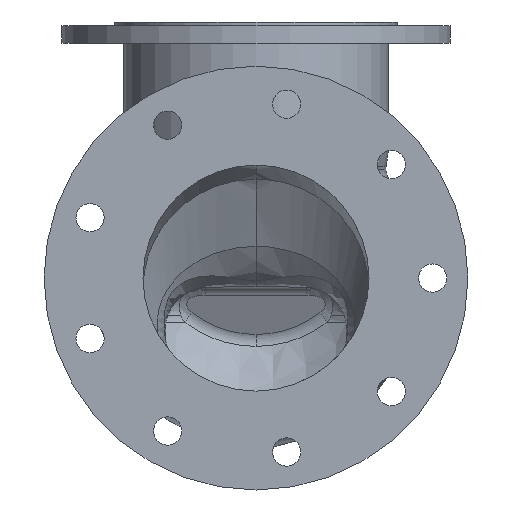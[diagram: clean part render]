
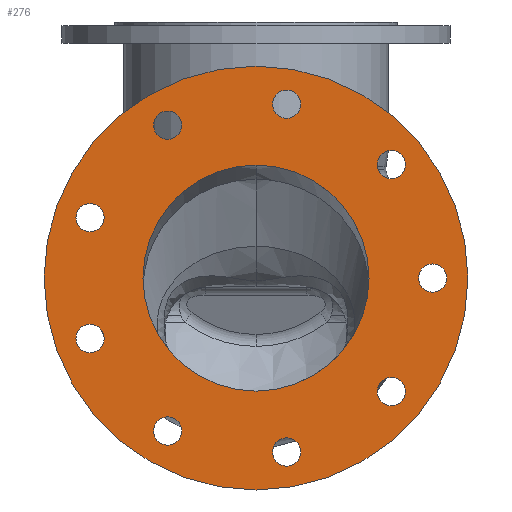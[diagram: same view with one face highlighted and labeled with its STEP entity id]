
A CAD part, front view. The second image highlights one B-rep face of the part: STEP entity #276.
In plain terms, the highlighted planar face has unit normal (0, -1, 0).
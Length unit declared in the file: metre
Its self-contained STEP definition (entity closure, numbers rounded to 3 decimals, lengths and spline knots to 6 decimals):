
#276=ADVANCED_FACE('0:355',(#720,#721,#722,#723,#724,#725,#726,#727,#728,#729,#730),#731,.F.);
#720=FACE_OUTER_BOUND('',#10096,.T.);
#721=FACE_BOUND('',#10097,.T.);
#722=FACE_BOUND('',#10098,.T.);
#723=FACE_BOUND('',#10099,.T.);
#724=FACE_BOUND('',#10100,.T.);
#725=FACE_BOUND('',#10101,.T.);
#726=FACE_BOUND('',#10102,.T.);
#727=FACE_BOUND('',#10103,.T.);
#728=FACE_BOUND('',#10104,.T.);
#729=FACE_BOUND('',#10105,.T.);
#730=FACE_BOUND('',#10106,.T.);
#731=PLANE('',#10107);
#10096=EDGE_LOOP('',(#22208,#22209));
#10097=EDGE_LOOP('',(#22210,#22211));
#10098=EDGE_LOOP('',(#22212,#22213));
#10099=EDGE_LOOP('',(#22214,#22215));
#10100=EDGE_LOOP('',(#22216,#22217));
#10101=EDGE_LOOP('',(#22218,#22219));
#10102=EDGE_LOOP('',(#22220,#22221));
#10103=EDGE_LOOP('',(#22222,#22223));
#10104=EDGE_LOOP('',(#22224,#22225));
#10105=EDGE_LOOP('',(#22226,#22227));
#10106=EDGE_LOOP('',(#22228,#22229));
#10107=AXIS2_PLACEMENT_3D('',#22230,#22231,#22232);
#22208=ORIENTED_EDGE('',*,*,#23075,.T.);
#22209=ORIENTED_EDGE('',*,*,#22760,.T.);
#22210=ORIENTED_EDGE('',*,*,#22924,.T.);
#22211=ORIENTED_EDGE('',*,*,#22832,.T.);
#22212=ORIENTED_EDGE('',*,*,#22922,.T.);
#22213=ORIENTED_EDGE('',*,*,#22836,.T.);
#22214=ORIENTED_EDGE('',*,*,#22920,.T.);
#22215=ORIENTED_EDGE('',*,*,#22840,.T.);
#22216=ORIENTED_EDGE('',*,*,#22918,.T.);
#22217=ORIENTED_EDGE('',*,*,#22844,.T.);
#22218=ORIENTED_EDGE('',*,*,#22916,.T.);
#22219=ORIENTED_EDGE('',*,*,#22848,.T.);
#22220=ORIENTED_EDGE('',*,*,#22914,.T.);
#22221=ORIENTED_EDGE('',*,*,#22852,.T.);
#22222=ORIENTED_EDGE('',*,*,#22912,.T.);
#22223=ORIENTED_EDGE('',*,*,#22856,.T.);
#22224=ORIENTED_EDGE('',*,*,#22910,.T.);
#22225=ORIENTED_EDGE('',*,*,#22860,.T.);
#22226=ORIENTED_EDGE('',*,*,#23105,.T.);
#22227=ORIENTED_EDGE('',*,*,#22697,.T.);
#22228=ORIENTED_EDGE('',*,*,#23106,.F.);
#22229=ORIENTED_EDGE('',*,*,#22722,.F.);
#22230=CARTESIAN_POINT('',(0.0,-0.11,0.032));
#22231=DIRECTION('',(0.0,1.0,0.0));
#22232=DIRECTION('',(1.0,0.0,-0.0));
#22697=EDGE_CURVE('0:1303',#23373,#23370,#23374,.T.);
#22722=EDGE_CURVE('0:1306',#23420,#23416,#23422,.T.);
#22760=EDGE_CURVE('0:1210',#23486,#23483,#23487,.T.);
#22832=EDGE_CURVE('0:601',#23621,#23618,#23622,.T.);
#22836=EDGE_CURVE('0:595',#23629,#23626,#23630,.T.);
#22840=EDGE_CURVE('0:589',#23637,#23634,#23638,.T.);
#22844=EDGE_CURVE('0:583',#23645,#23642,#23646,.T.);
#22848=EDGE_CURVE('0:577',#23653,#23650,#23654,.T.);
#22852=EDGE_CURVE('0:571',#23661,#23658,#23662,.T.);
#22856=EDGE_CURVE('0:565',#23669,#23666,#23670,.T.);
#22860=EDGE_CURVE('0:559',#23677,#23674,#23678,.T.);
#22910=EDGE_CURVE('0:559',#23674,#23677,#23746,.T.);
#22912=EDGE_CURVE('0:565',#23666,#23669,#23748,.T.);
#22914=EDGE_CURVE('0:571',#23658,#23661,#23750,.T.);
#22916=EDGE_CURVE('0:577',#23650,#23653,#23752,.T.);
#22918=EDGE_CURVE('0:583',#23642,#23645,#23754,.T.);
#22920=EDGE_CURVE('0:589',#23634,#23637,#23756,.T.);
#22922=EDGE_CURVE('0:595',#23626,#23629,#23758,.T.);
#22924=EDGE_CURVE('0:601',#23618,#23621,#23760,.T.);
#23075=EDGE_CURVE('0:1210',#23483,#23486,#23974,.T.);
#23105=EDGE_CURVE('0:1303',#23370,#23373,#24011,.T.);
#23106=EDGE_CURVE('0:1306',#23416,#23420,#24012,.T.);
#23370=VERTEX_POINT('',#25345);
#23373=VERTEX_POINT('',#25349);
#23374=CIRCLE('',#25350,0.004);
#23416=VERTEX_POINT('',#25604);
#23420=VERTEX_POINT('',#25642);
#23422=CIRCLE('',#25645,0.032);
#23483=VERTEX_POINT('',#25973);
#23486=VERTEX_POINT('',#25977);
#23487=CIRCLE('',#25978,0.06);
#23618=VERTEX_POINT('',#26430);
#23621=VERTEX_POINT('',#26434);
#23622=CIRCLE('',#26435,0.004);
#23626=VERTEX_POINT('',#26440);
#23629=VERTEX_POINT('',#26444);
#23630=CIRCLE('',#26445,0.004);
#23634=VERTEX_POINT('',#26450);
#23637=VERTEX_POINT('',#26454);
#23638=CIRCLE('',#26455,0.004);
#23642=VERTEX_POINT('',#26460);
#23645=VERTEX_POINT('',#26464);
#23646=CIRCLE('',#26465,0.004);
#23650=VERTEX_POINT('',#26470);
#23653=VERTEX_POINT('',#26474);
#23654=CIRCLE('',#26475,0.004);
#23658=VERTEX_POINT('',#26480);
#23661=VERTEX_POINT('',#26484);
#23662=CIRCLE('',#26485,0.004);
#23666=VERTEX_POINT('',#26490);
#23669=VERTEX_POINT('',#26494);
#23670=CIRCLE('',#26495,0.004);
#23674=VERTEX_POINT('',#26500);
#23677=VERTEX_POINT('',#26504);
#23678=CIRCLE('',#26505,0.004);
#23746=CIRCLE('',#27224,0.004);
#23748=CIRCLE('',#27226,0.004);
#23750=CIRCLE('',#27228,0.004);
#23752=CIRCLE('',#27230,0.004);
#23754=CIRCLE('',#27232,0.004);
#23756=CIRCLE('',#27234,0.004);
#23758=CIRCLE('',#27236,0.004);
#23760=CIRCLE('',#27238,0.004);
#23974=CIRCLE('',#30488,0.06);
#24011=CIRCLE('',#31257,0.004);
#24012=CIRCLE('',#31258,0.032);
#25345=CARTESIAN_POINT('',(0.05,-0.11,0.004));
#25349=CARTESIAN_POINT('',(0.05,-0.11,-0.004));
#25350=AXIS2_PLACEMENT_3D('',#32891,#32892,#32893);
#25604=CARTESIAN_POINT('',(0.0,-0.11,-0.032));
#25642=CARTESIAN_POINT('',(0.,-0.11,0.032));
#25645=AXIS2_PLACEMENT_3D('',#32932,#32933,#32934);
#25973=CARTESIAN_POINT('',(0.0,-0.11,-0.06));
#25977=CARTESIAN_POINT('',(0.,-0.11,0.06));
#25978=AXIS2_PLACEMENT_3D('',#33004,#33005,#33006);
#26430=CARTESIAN_POINT('',(0.035731,-0.11,0.035204));
#26434=CARTESIAN_POINT('',(0.040873,-0.11,0.029075));
#26435=AXIS2_PLACEMENT_3D('',#33144,#33145,#33146);
#26440=CARTESIAN_POINT('',(0.004743,-0.11,0.049935));
#26444=CARTESIAN_POINT('',(0.012622,-0.11,0.048546));
#26445=AXIS2_PLACEMENT_3D('',#33152,#33153,#33154);
#26450=CARTESIAN_POINT('',(-0.028464,-0.11,0.041301));
#26454=CARTESIAN_POINT('',(-0.021536,-0.11,0.045301));
#26455=AXIS2_PLACEMENT_3D('',#33160,#33161,#33162);
#26460=CARTESIAN_POINT('',(-0.048353,-0.11,0.013342));
#26464=CARTESIAN_POINT('',(-0.045617,-0.11,0.02086));
#26465=AXIS2_PLACEMENT_3D('',#33168,#33169,#33170);
#26470=CARTESIAN_POINT('',(-0.045617,-0.11,-0.02086));
#26474=CARTESIAN_POINT('',(-0.048353,-0.11,-0.013342));
#26475=AXIS2_PLACEMENT_3D('',#33176,#33177,#33178);
#26480=CARTESIAN_POINT('',(-0.021536,-0.11,-0.045301));
#26484=CARTESIAN_POINT('',(-0.028464,-0.11,-0.041301));
#26485=AXIS2_PLACEMENT_3D('',#33184,#33185,#33186);
#26490=CARTESIAN_POINT('',(0.012622,-0.11,-0.048546));
#26494=CARTESIAN_POINT('',(0.004743,-0.11,-0.049935));
#26495=AXIS2_PLACEMENT_3D('',#33192,#33193,#33194);
#26500=CARTESIAN_POINT('',(0.040873,-0.11,-0.029075));
#26504=CARTESIAN_POINT('',(0.035731,-0.11,-0.035204));
#26505=AXIS2_PLACEMENT_3D('',#33200,#33201,#33202);
#27224=AXIS2_PLACEMENT_3D('',#33300,#33301,#33302);
#27226=AXIS2_PLACEMENT_3D('',#33306,#33307,#33308);
#27228=AXIS2_PLACEMENT_3D('',#33312,#33313,#33314);
#27230=AXIS2_PLACEMENT_3D('',#33318,#33319,#33320);
#27232=AXIS2_PLACEMENT_3D('',#33324,#33325,#33326);
#27234=AXIS2_PLACEMENT_3D('',#33330,#33331,#33332);
#27236=AXIS2_PLACEMENT_3D('',#33336,#33337,#33338);
#27238=AXIS2_PLACEMENT_3D('',#33342,#33343,#33344);
#30488=AXIS2_PLACEMENT_3D('',#33528,#33529,#33530);
#31257=AXIS2_PLACEMENT_3D('',#33552,#33553,#33554);
#31258=AXIS2_PLACEMENT_3D('',#33555,#33556,#33557);
#32891=CARTESIAN_POINT('',(0.05,-0.11,0.));
#32892=DIRECTION('',(0.0,1.0,0.0));
#32893=DIRECTION('',(0.0,0.0,1.0));
#32932=CARTESIAN_POINT('',(0.0,-0.11,0.0));
#32933=DIRECTION('',(0.0,-1.0,0.0));
#32934=DIRECTION('',(0.0,0.0,-1.0));
#33004=CARTESIAN_POINT('',(0.0,-0.11,0.0));
#33005=DIRECTION('',(0.0,-1.0,0.0));
#33006=DIRECTION('',(0.0,0.0,-1.0));
#33144=CARTESIAN_POINT('',(0.038302,-0.11,0.032139));
#33145=DIRECTION('',(0.0,1.0,0.0));
#33146=DIRECTION('',(-0.643,0.0,0.766));
#33152=CARTESIAN_POINT('',(0.008682,-0.11,0.04924));
#33153=DIRECTION('',(0.0,1.0,0.0));
#33154=DIRECTION('',(-0.985,0.0,0.174));
#33160=CARTESIAN_POINT('',(-0.025,-0.11,0.043301));
#33161=DIRECTION('',(0.0,1.0,0.0));
#33162=DIRECTION('',(-0.866,0.0,-0.5));
#33168=CARTESIAN_POINT('',(-0.046985,-0.11,0.017101));
#33169=DIRECTION('',(0.0,1.0,0.0));
#33170=DIRECTION('',(-0.342,0.0,-0.94));
#33176=CARTESIAN_POINT('',(-0.046985,-0.11,-0.017101));
#33177=DIRECTION('',(0.0,1.0,0.0));
#33178=DIRECTION('',(0.342,0.0,-0.94));
#33184=CARTESIAN_POINT('',(-0.025,-0.11,-0.043301));
#33185=DIRECTION('',(0.0,1.0,0.0));
#33186=DIRECTION('',(0.866,0.0,-0.5));
#33192=CARTESIAN_POINT('',(0.008682,-0.11,-0.04924));
#33193=DIRECTION('',(-0.0,1.0,0.0));
#33194=DIRECTION('',(0.985,0.0,0.174));
#33200=CARTESIAN_POINT('',(0.038302,-0.11,-0.032139));
#33201=DIRECTION('',(-0.0,1.0,0.0));
#33202=DIRECTION('',(0.643,0.0,0.766));
#33300=CARTESIAN_POINT('',(0.038302,-0.11,-0.032139));
#33301=DIRECTION('',(-0.0,1.0,0.0));
#33302=DIRECTION('',(0.643,0.0,0.766));
#33306=CARTESIAN_POINT('',(0.008682,-0.11,-0.04924));
#33307=DIRECTION('',(-0.0,1.0,0.0));
#33308=DIRECTION('',(0.985,0.0,0.174));
#33312=CARTESIAN_POINT('',(-0.025,-0.11,-0.043301));
#33313=DIRECTION('',(0.0,1.0,0.0));
#33314=DIRECTION('',(0.866,0.0,-0.5));
#33318=CARTESIAN_POINT('',(-0.046985,-0.11,-0.017101));
#33319=DIRECTION('',(0.0,1.0,0.0));
#33320=DIRECTION('',(0.342,0.0,-0.94));
#33324=CARTESIAN_POINT('',(-0.046985,-0.11,0.017101));
#33325=DIRECTION('',(0.0,1.0,0.0));
#33326=DIRECTION('',(-0.342,0.0,-0.94));
#33330=CARTESIAN_POINT('',(-0.025,-0.11,0.043301));
#33331=DIRECTION('',(0.0,1.0,0.0));
#33332=DIRECTION('',(-0.866,0.0,-0.5));
#33336=CARTESIAN_POINT('',(0.008682,-0.11,0.04924));
#33337=DIRECTION('',(0.0,1.0,0.0));
#33338=DIRECTION('',(-0.985,0.0,0.174));
#33342=CARTESIAN_POINT('',(0.038302,-0.11,0.032139));
#33343=DIRECTION('',(0.0,1.0,0.0));
#33344=DIRECTION('',(-0.643,0.0,0.766));
#33528=CARTESIAN_POINT('',(0.0,-0.11,0.0));
#33529=DIRECTION('',(0.0,-1.0,0.0));
#33530=DIRECTION('',(0.0,0.0,-1.0));
#33552=CARTESIAN_POINT('',(0.05,-0.11,0.));
#33553=DIRECTION('',(0.0,1.0,0.0));
#33554=DIRECTION('',(0.0,0.0,1.0));
#33555=CARTESIAN_POINT('',(0.0,-0.11,0.0));
#33556=DIRECTION('',(0.0,-1.0,0.0));
#33557=DIRECTION('',(0.0,0.0,-1.0));
